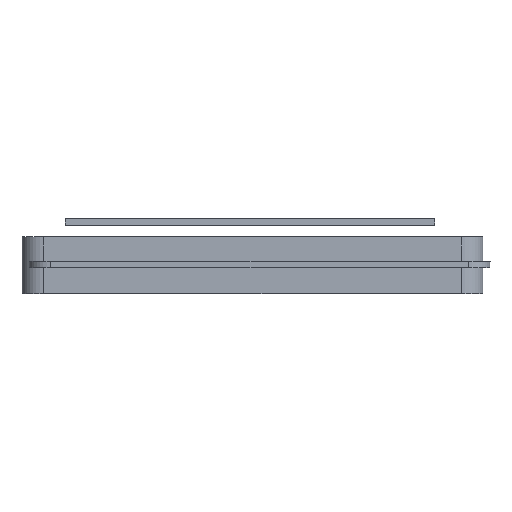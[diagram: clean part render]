
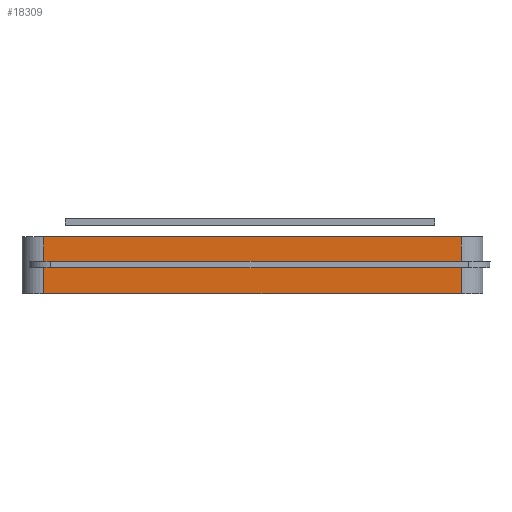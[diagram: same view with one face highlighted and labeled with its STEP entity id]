
A CAD part, left-side view. The second image highlights one B-rep face of the part: STEP entity #18309.
In plain terms, the highlighted planar face has unit normal (-1, 0, 0).
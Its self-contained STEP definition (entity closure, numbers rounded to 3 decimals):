
#1800=FACE_OUTER_BOUND('',#2649,.T.);
#2649=EDGE_LOOP('',(#17130,#17131,#17132,#17133));
#4564=LINE('',#33928,#6486);
#4566=LINE('',#33934,#6488);
#4567=LINE('',#33936,#6489);
#4568=LINE('',#33937,#6490);
#6486=VECTOR('',#23156,10.);
#6488=VECTOR('',#23162,10.);
#6489=VECTOR('',#23163,10.);
#6490=VECTOR('',#23164,10.);
#9534=VERTEX_POINT('',#33925);
#9535=VERTEX_POINT('',#33927);
#9537=VERTEX_POINT('',#33933);
#9538=VERTEX_POINT('',#33935);
#12537=EDGE_CURVE('',#9534,#9535,#4564,.T.);
#12540=EDGE_CURVE('',#9537,#9534,#4566,.T.);
#12541=EDGE_CURVE('',#9538,#9537,#4567,.T.);
#12542=EDGE_CURVE('',#9535,#9538,#4568,.T.);
#17130=ORIENTED_EDGE('',*,*,#12537,.F.);
#17131=ORIENTED_EDGE('',*,*,#12540,.F.);
#17132=ORIENTED_EDGE('',*,*,#12541,.F.);
#17133=ORIENTED_EDGE('',*,*,#12542,.F.);
#17519=PLANE('',#19422);
#18309=ADVANCED_FACE('',(#1800),#17519,.T.);
#19422=AXIS2_PLACEMENT_3D('',#33932,#23160,#23161);
#23156=DIRECTION('',(0.,0.,-1.));
#23160=DIRECTION('center_axis',(-1.,0.,0.));
#23161=DIRECTION('ref_axis',(0.,-1.,0.));
#23162=DIRECTION('',(0.,-1.,0.));
#23163=DIRECTION('',(0.,0.,1.));
#23164=DIRECTION('',(0.,1.,0.));
#33925=CARTESIAN_POINT('',(-9.5,-90.945,13.));
#33927=CARTESIAN_POINT('',(-9.5,-90.945,0.));
#33928=CARTESIAN_POINT('',(-9.5,-90.945,0.));
#33932=CARTESIAN_POINT('Origin',(-9.5,9.5,0.));
#33933=CARTESIAN_POINT('',(-9.5,4.5,13.));
#33934=CARTESIAN_POINT('',(-9.5,-95.945,13.));
#33935=CARTESIAN_POINT('',(-9.5,4.5,0.));
#33936=CARTESIAN_POINT('',(-9.5,4.5,0.));
#33937=CARTESIAN_POINT('',(-9.5,-95.945,0.));
